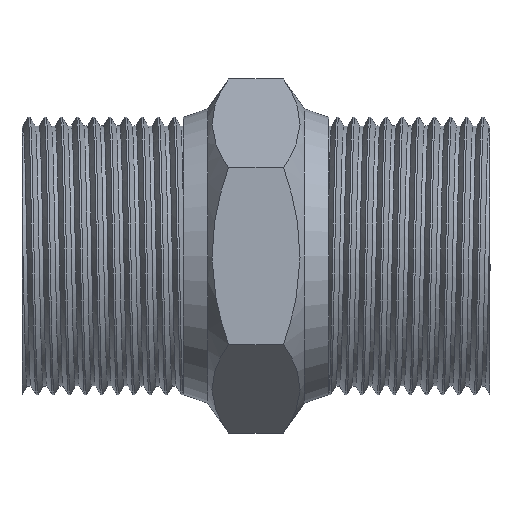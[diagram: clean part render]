
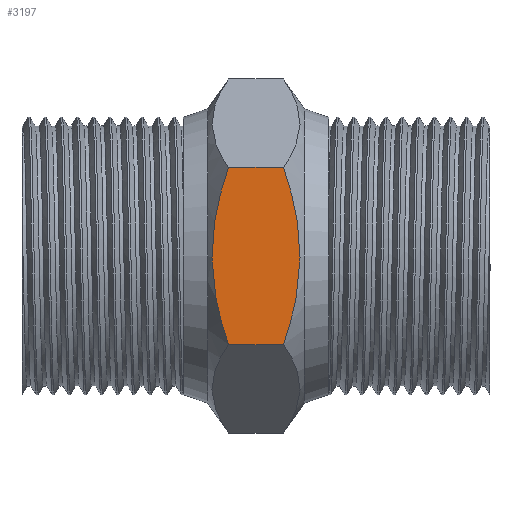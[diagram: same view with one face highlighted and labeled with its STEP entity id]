
A CAD part, front view. The second image highlights one B-rep face of the part: STEP entity #3197.
In plain terms, the highlighted planar face has unit normal (0, -1, 0).
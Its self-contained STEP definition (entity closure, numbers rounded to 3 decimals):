
#23 = CARTESIAN_POINT ( 'NONE',  ( 2.008, -9.5, -4.605 ) ) ;
#63 = VERTEX_POINT ( 'NONE', #1038 ) ;
#136 = CARTESIAN_POINT ( 'NONE',  ( 2.266, -9.5, 3.712 ) ) ;
#520 = VERTEX_POINT ( 'NONE', #7528 ) ;
#632 = DIRECTION ( 'NONE',  ( 0., 0., -1. ) ) ;
#687 = ORIENTED_EDGE ( 'NONE', *, *, #3136, .T. ) ;
#709 = LINE ( 'NONE', #4624, #851 ) ;
#851 = VECTOR ( 'NONE', #5224, 1000. ) ;
#1038 = CARTESIAN_POINT ( 'NONE',  ( -1.7, -9.5, 5.485 ) ) ;
#1165 = CARTESIAN_POINT ( 'NONE',  ( 1.7, -9.5, 5.485 ) ) ;
#1278 = CARTESIAN_POINT ( 'NONE',  ( -3., -9.5, 5.485 ) ) ;
#1323 = CARTESIAN_POINT ( 'NONE',  ( 2.729, -9.5, -0.46 ) ) ;
#1343 = CARTESIAN_POINT ( 'NONE',  ( -2.007, -9.5, 4.609 ) ) ;
#1550 = EDGE_LOOP ( 'NONE', ( #1648, #687, #5225, #3522 ) ) ;
#1648 = ORIENTED_EDGE ( 'NONE', *, *, #6673, .F. ) ;
#1694 = FACE_OUTER_BOUND ( 'NONE', #1550, .T. ) ;
#1794 = CARTESIAN_POINT ( 'NONE',  ( -2.008, -9.5, -4.605 ) ) ;
#1809 = CARTESIAN_POINT ( 'NONE',  ( 1.7, -9.5, -5.485 ) ) ;
#1877 = CARTESIAN_POINT ( 'NONE',  ( -2.729, -9.5, -0.46 ) ) ;
#1896 = CARTESIAN_POINT ( 'NONE',  ( 2.631, -9.5, 1.862 ) ) ;
#2386 = CARTESIAN_POINT ( 'NONE',  ( 1.7, -9.5, -5.485 ) ) ;
#2427 = CARTESIAN_POINT ( 'NONE',  ( 2.729, -9.5, 0.934 ) ) ;
#3018 = B_SPLINE_CURVE_WITH_KNOTS ( 'NONE', 3,
 ( #2386, #23, #7097, #4665, #7515, #5930, #1323, #2427, #1896, #136, #5891, #6976 ),
 .UNSPECIFIED., .F., .F.,
 ( 4, 2, 2, 2, 2, 4 ),
 ( 0.012, 0.015, 0.017, 0.018, 0.021, 0.024 ),
 .UNSPECIFIED. ) ;
#3136 = EDGE_CURVE ( 'NONE', #520, #3287, #709, .T. ) ;
#3197 = ADVANCED_FACE ( 'NONE', ( #1694 ), #5299, .T. ) ;
#3287 = VERTEX_POINT ( 'NONE', #1809 ) ;
#3460 = EDGE_CURVE ( 'NONE', #3287, #3698, #3018, .T. ) ;
#3522 = ORIENTED_EDGE ( 'NONE', *, *, #3967, .F. ) ;
#3529 = DIRECTION ( 'NONE',  ( 1., 0., 0. ) ) ;
#3595 = DIRECTION ( 'NONE',  ( 0., -1., 0. ) ) ;
#3658 = CARTESIAN_POINT ( 'NONE',  ( -1.7, -9.5, 5.485 ) ) ;
#3698 = VERTEX_POINT ( 'NONE', #1165 ) ;
#3726 = CARTESIAN_POINT ( 'NONE',  ( -3., -9.5, 5.485 ) ) ;
#3967 = EDGE_CURVE ( 'NONE', #63, #3698, #6624, .T. ) ;
#4114 = CARTESIAN_POINT ( 'NONE',  ( -2.611, -9.5, -1.857 ) ) ;
#4192 = CARTESIAN_POINT ( 'NONE',  ( -2.631, -9.5, 1.862 ) ) ;
#4230 = CARTESIAN_POINT ( 'NONE',  ( -2.705, -9.5, -0.925 ) ) ;
#4624 = CARTESIAN_POINT ( 'NONE',  ( -3., -9.5, -5.485 ) ) ;
#4665 = CARTESIAN_POINT ( 'NONE',  ( 2.54, -9.5, -2.326 ) ) ;
#4799 = CARTESIAN_POINT ( 'NONE',  ( -2.729, -9.5, 0.934 ) ) ;
#5224 = DIRECTION ( 'NONE',  ( 1., 0., 0. ) ) ;
#5225 = ORIENTED_EDGE ( 'NONE', *, *, #3460, .T. ) ;
#5299 = PLANE ( 'NONE',  #7037 ) ;
#5340 = B_SPLINE_CURVE_WITH_KNOTS ( 'NONE', 3,
 ( #6394, #1794, #7081, #5951, #4114, #4230, #1877, #4799, #4192, #6433, #1343, #3658 ),
 .UNSPECIFIED., .F., .F.,
 ( 4, 2, 2, 2, 2, 4 ),
 ( 0.012, 0.015, 0.017, 0.018, 0.021, 0.024 ),
 .UNSPECIFIED. ) ;
#5891 = CARTESIAN_POINT ( 'NONE',  ( 2.007, -9.5, 4.609 ) ) ;
#5930 = CARTESIAN_POINT ( 'NONE',  ( 2.705, -9.5, -0.925 ) ) ;
#5951 = CARTESIAN_POINT ( 'NONE',  ( -2.54, -9.5, -2.326 ) ) ;
#6394 = CARTESIAN_POINT ( 'NONE',  ( -1.7, -9.5, -5.485 ) ) ;
#6433 = CARTESIAN_POINT ( 'NONE',  ( -2.266, -9.5, 3.712 ) ) ;
#6624 = LINE ( 'NONE', #3726, #7334 ) ;
#6673 = EDGE_CURVE ( 'NONE', #520, #63, #5340, .T. ) ;
#6976 = CARTESIAN_POINT ( 'NONE',  ( 1.7, -9.5, 5.485 ) ) ;
#7037 = AXIS2_PLACEMENT_3D ( 'NONE', #1278, #3595, #632 ) ;
#7081 = CARTESIAN_POINT ( 'NONE',  ( -2.267, -9.5, -3.708 ) ) ;
#7097 = CARTESIAN_POINT ( 'NONE',  ( 2.267, -9.5, -3.708 ) ) ;
#7334 = VECTOR ( 'NONE', #3529, 1000. ) ;
#7515 = CARTESIAN_POINT ( 'NONE',  ( 2.611, -9.5, -1.857 ) ) ;
#7528 = CARTESIAN_POINT ( 'NONE',  ( -1.7, -9.5, -5.485 ) ) ;
